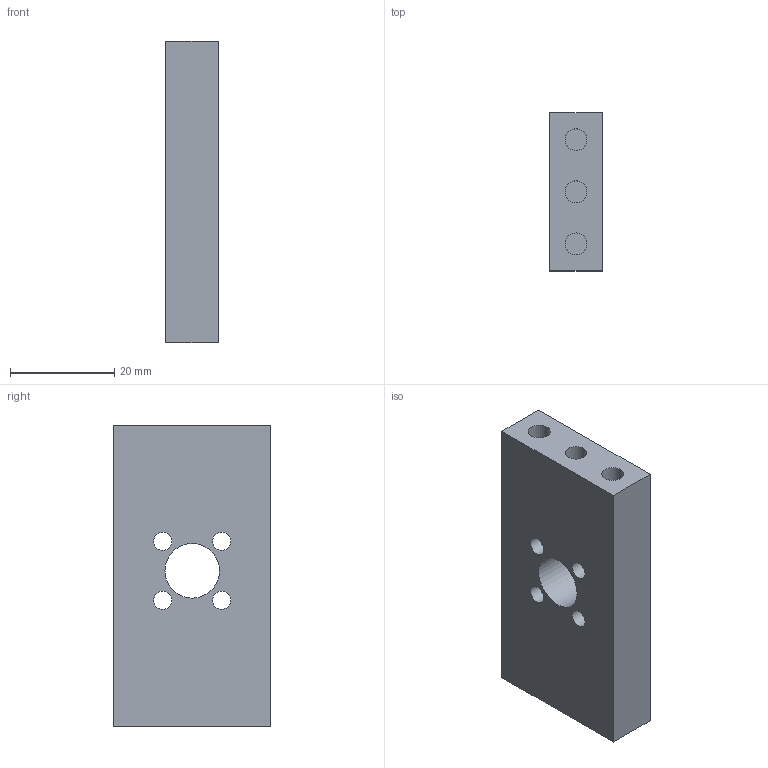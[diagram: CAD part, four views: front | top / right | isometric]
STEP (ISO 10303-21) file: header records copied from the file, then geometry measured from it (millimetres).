
FILE_DESCRIPTION(/* description */ (''),/* implementation_level */ '2;1');
FILE_NAME(/* name */ 'x nut holder (mounted on z gantry v1.step',/* time_stamp */ '2025-08-05T14:41:37-07:00',/* author */ (''),/* organization */ (''),/* preprocessor_version */ 'ST-DEVELOPER v20.1',/* originating_system */ 'Autodesk Translation Framework v14.10.0.0',/* authorisation */ '');
FILE_SCHEMA (('AUTOMOTIVE_DESIGN { 1 0 10303 214 3 1 1 }'));
Length unit declared in the file: inch
Products named in the file (2): x nut holder (mounted on z gantry; Component1
Assembly tree (1 placements, depth 2):
  x nut holder (mounted on z gantry
    Component1
Bounding box: 10 x 30.3 x 58 mm (x, y, z)
Volume: 15284.2 mm3; surface area: 6789.9 mm2
Topology: 1 solids, 1 shells, 23 faces, 45 edges, 30 vertices
Faces by surface type: plane 12, cylinder 11
Full cylindrical faces by diameter (mm): 3.5 x4, 4.2 x6, 10.5 x1
Entity records: 676 total; most frequent: DIRECTION 119, CARTESIAN_POINT 101, ORIENTED_EDGE 90, AXIS2_PLACEMENT_3D 48, EDGE_CURVE 45, EDGE_LOOP 39, VERTEX_POINT 30, FACE_OUTER_BOUND 23
